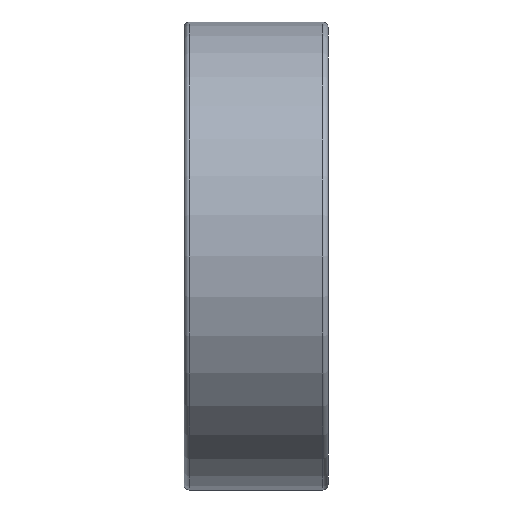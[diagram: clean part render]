
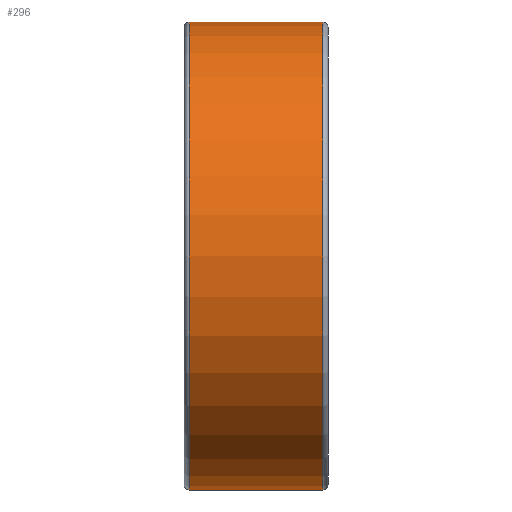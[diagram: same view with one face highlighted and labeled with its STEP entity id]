
A CAD part, front view. The second image highlights one B-rep face of the part: STEP entity #296.
In plain terms, the highlighted cylindrical face has radius 13 mm (diameter 26 mm), a full revolution.
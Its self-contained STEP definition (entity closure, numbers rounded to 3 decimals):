
#296 = ADVANCED_FACE( '', ( #328, #329 ), #330, .T. );
#328 = FACE_OUTER_BOUND( '', #381, .T. );
#329 = FACE_OUTER_BOUND( '', #382, .T. );
#330 = CYLINDRICAL_SURFACE( '', #383, 13. );
#381 = EDGE_LOOP( '', ( #445 ) );
#382 = EDGE_LOOP( '', ( #446 ) );
#383 = AXIS2_PLACEMENT_3D( '', #447, #448, #449 );
#445 = ORIENTED_EDGE( '', *, *, #508, .T. );
#446 = ORIENTED_EDGE( '', *, *, #507, .F. );
#447 = CARTESIAN_POINT( '', ( 8., 0., 0. ) );
#448 = DIRECTION( '', ( -1., 0., 0. ) );
#449 = DIRECTION( '', ( 0., 0., -1. ) );
#507 = EDGE_CURVE( '', #531, #531, #532, .T. );
#508 = EDGE_CURVE( '', #533, #533, #534, .T. );
#531 = VERTEX_POINT( '', #563 );
#532 = CIRCLE( '', #564, 13. );
#533 = VERTEX_POINT( '', #565 );
#534 = CIRCLE( '', #566, 13. );
#563 = CARTESIAN_POINT( '', ( 7.7, 0., -13. ) );
#564 = AXIS2_PLACEMENT_3D( '', #601, #602, #603 );
#565 = CARTESIAN_POINT( '', ( 0.3, 0., -13. ) );
#566 = AXIS2_PLACEMENT_3D( '', #604, #605, #606 );
#601 = CARTESIAN_POINT( '', ( 7.7, 0., 0. ) );
#602 = DIRECTION( '', ( 1., 0., 0. ) );
#603 = DIRECTION( '', ( 0., 0., -1. ) );
#604 = CARTESIAN_POINT( '', ( 0.3, 0., 0. ) );
#605 = DIRECTION( '', ( 1., 0., 0. ) );
#606 = DIRECTION( '', ( 0., 0., -1. ) );
